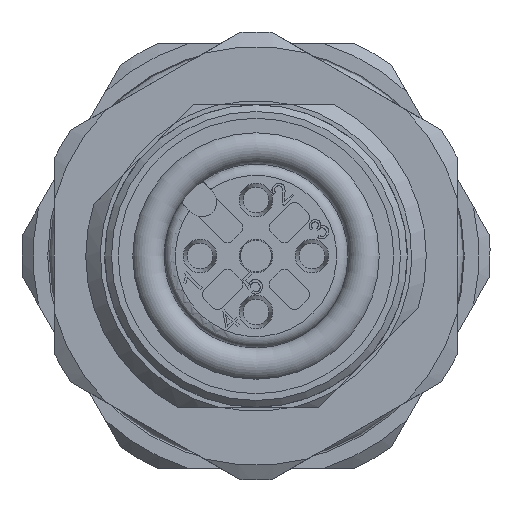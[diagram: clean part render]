
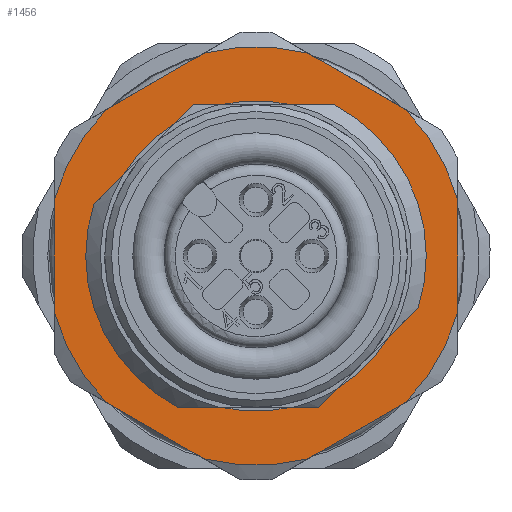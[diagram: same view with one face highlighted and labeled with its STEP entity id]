
A CAD part, left-side view. The second image highlights one B-rep face of the part: STEP entity #1456.
In plain terms, the highlighted planar face has unit normal (-1, 0, 0).
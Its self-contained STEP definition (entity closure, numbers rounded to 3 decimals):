
#204=PLANE('',#4800);
#713=LINE('',#5966,#960);
#721=LINE('',#5983,#968);
#725=LINE('',#6000,#972);
#732=LINE('',#6013,#979);
#736=LINE('',#6031,#983);
#740=LINE('',#6048,#987);
#748=LINE('',#6065,#995);
#751=LINE('',#6079,#998);
#932=LINE('',#8173,#1211);
#933=LINE('',#8177,#1212);
#934=LINE('',#8181,#1213);
#935=LINE('',#8185,#1214);
#936=LINE('',#8189,#1215);
#937=LINE('',#8193,#1216);
#960=VECTOR('',#4871,1.);
#968=VECTOR('',#4879,1.);
#972=VECTOR('',#4885,1.);
#979=VECTOR('',#4892,1.);
#983=VECTOR('',#4898,1.);
#987=VECTOR('',#4902,1.);
#995=VECTOR('',#4912,1.);
#998=VECTOR('',#4915,1.);
#1211=VECTOR('',#5806,1.);
#1212=VECTOR('',#5809,1.);
#1213=VECTOR('',#5812,1.);
#1214=VECTOR('',#5815,1.);
#1215=VECTOR('',#5818,1.);
#1216=VECTOR('',#5821,1.);
#1456=ADVANCED_FACE('',(#1624,#1625),#204,.F.);
#1624=FACE_BOUND('',#1910,.T.);
#1625=FACE_BOUND('',#1911,.T.);
#1910=EDGE_LOOP('',(#3036,#3037,#3038,#3039,#3040,#3041,#3042,#3043,#3044,
#3045,#3046,#3047));
#1911=EDGE_LOOP('',(#3048,#3049,#3050,#3051,#3052,#3053,#3054,#3055,#3056,
#3057,#3058,#3059,#3060,#3061));
#3036=ORIENTED_EDGE('',*,*,#4190,.F.);
#3037=ORIENTED_EDGE('',*,*,#4191,.F.);
#3038=ORIENTED_EDGE('',*,*,#4192,.F.);
#3039=ORIENTED_EDGE('',*,*,#4193,.F.);
#3040=ORIENTED_EDGE('',*,*,#4194,.F.);
#3041=ORIENTED_EDGE('',*,*,#4195,.F.);
#3042=ORIENTED_EDGE('',*,*,#4196,.F.);
#3043=ORIENTED_EDGE('',*,*,#4197,.F.);
#3044=ORIENTED_EDGE('',*,*,#4198,.F.);
#3045=ORIENTED_EDGE('',*,*,#4199,.F.);
#3046=ORIENTED_EDGE('',*,*,#4200,.F.);
#3047=ORIENTED_EDGE('',*,*,#4201,.F.);
#3048=ORIENTED_EDGE('',*,*,#4202,.F.);
#3049=ORIENTED_EDGE('',*,*,#3636,.T.);
#3050=ORIENTED_EDGE('',*,*,#3657,.T.);
#3051=ORIENTED_EDGE('',*,*,#4203,.F.);
#3052=ORIENTED_EDGE('',*,*,#3650,.T.);
#3053=ORIENTED_EDGE('',*,*,#3632,.T.);
#3054=ORIENTED_EDGE('',*,*,#3677,.F.);
#3055=ORIENTED_EDGE('',*,*,#4204,.F.);
#3056=ORIENTED_EDGE('',*,*,#3682,.F.);
#3057=ORIENTED_EDGE('',*,*,#3663,.F.);
#3058=ORIENTED_EDGE('',*,*,#4205,.F.);
#3059=ORIENTED_EDGE('',*,*,#3669,.F.);
#3060=ORIENTED_EDGE('',*,*,#3628,.T.);
#3061=ORIENTED_EDGE('',*,*,#3644,.T.);
#3195=VERTEX_POINT('',#5949);
#3196=VERTEX_POINT('',#5950);
#3199=VERTEX_POINT('',#5958);
#3200=VERTEX_POINT('',#5959);
#3203=VERTEX_POINT('',#5967);
#3204=VERTEX_POINT('',#5968);
#3211=VERTEX_POINT('',#5982);
#3216=VERTEX_POINT('',#6001);
#3221=VERTEX_POINT('',#6012);
#3226=VERTEX_POINT('',#6030);
#3227=VERTEX_POINT('',#6032);
#3232=VERTEX_POINT('',#6049);
#3239=VERTEX_POINT('',#6064);
#3243=VERTEX_POINT('',#6080);
#3588=VERTEX_POINT('',#8171);
#3589=VERTEX_POINT('',#8172);
#3590=VERTEX_POINT('',#8174);
#3591=VERTEX_POINT('',#8176);
#3592=VERTEX_POINT('',#8178);
#3593=VERTEX_POINT('',#8180);
#3594=VERTEX_POINT('',#8182);
#3595=VERTEX_POINT('',#8184);
#3596=VERTEX_POINT('',#8186);
#3597=VERTEX_POINT('',#8188);
#3598=VERTEX_POINT('',#8190);
#3599=VERTEX_POINT('',#8192);
#3628=EDGE_CURVE('',#3195,#3196,#4254,.T.);
#3632=EDGE_CURVE('',#3199,#3200,#4256,.T.);
#3636=EDGE_CURVE('',#3203,#3204,#713,.T.);
#3644=EDGE_CURVE('',#3196,#3211,#721,.T.);
#3650=EDGE_CURVE('',#3216,#3199,#725,.T.);
#3657=EDGE_CURVE('',#3204,#3221,#732,.T.);
#3663=EDGE_CURVE('',#3226,#3227,#736,.T.);
#3669=EDGE_CURVE('',#3195,#3232,#740,.T.);
#3677=EDGE_CURVE('',#3239,#3200,#748,.T.);
#3682=EDGE_CURVE('',#3227,#3243,#751,.T.);
#4190=EDGE_CURVE('',#3588,#3589,#4413,.T.);
#4191=EDGE_CURVE('',#3590,#3588,#932,.T.);
#4192=EDGE_CURVE('',#3591,#3590,#4414,.T.);
#4193=EDGE_CURVE('',#3592,#3591,#933,.T.);
#4194=EDGE_CURVE('',#3593,#3592,#4415,.T.);
#4195=EDGE_CURVE('',#3594,#3593,#934,.T.);
#4196=EDGE_CURVE('',#3595,#3594,#4416,.T.);
#4197=EDGE_CURVE('',#3596,#3595,#935,.T.);
#4198=EDGE_CURVE('',#3597,#3596,#4417,.T.);
#4199=EDGE_CURVE('',#3598,#3597,#936,.T.);
#4200=EDGE_CURVE('',#3599,#3598,#4418,.T.);
#4201=EDGE_CURVE('',#3589,#3599,#937,.T.);
#4202=EDGE_CURVE('',#3203,#3211,#4419,.T.);
#4203=EDGE_CURVE('',#3216,#3221,#4420,.T.);
#4204=EDGE_CURVE('',#3243,#3239,#4421,.T.);
#4205=EDGE_CURVE('',#3232,#3226,#4422,.T.);
#4254=CIRCLE('',#4443,7.6);
#4256=CIRCLE('',#4446,7.6);
#4413=CIRCLE('',#4790,9.346);
#4414=CIRCLE('',#4791,9.346);
#4415=CIRCLE('',#4792,9.346);
#4416=CIRCLE('',#4793,9.346);
#4417=CIRCLE('',#4794,9.346);
#4418=CIRCLE('',#4795,9.346);
#4419=CIRCLE('',#4796,6.93);
#4420=CIRCLE('',#4797,6.93);
#4421=CIRCLE('',#4798,6.93);
#4422=CIRCLE('',#4799,6.93);
#4443=AXIS2_PLACEMENT_3D('',#5948,#4855,#4856);
#4446=AXIS2_PLACEMENT_3D('',#5957,#4863,#4864);
#4790=AXIS2_PLACEMENT_3D('',#8170,#5804,#5805);
#4791=AXIS2_PLACEMENT_3D('',#8175,#5807,#5808);
#4792=AXIS2_PLACEMENT_3D('',#8179,#5810,#5811);
#4793=AXIS2_PLACEMENT_3D('',#8183,#5813,#5814);
#4794=AXIS2_PLACEMENT_3D('',#8187,#5816,#5817);
#4795=AXIS2_PLACEMENT_3D('',#8191,#5819,#5820);
#4796=AXIS2_PLACEMENT_3D('',#8194,#5822,#5823);
#4797=AXIS2_PLACEMENT_3D('',#8195,#5824,#5825);
#4798=AXIS2_PLACEMENT_3D('',#8196,#5826,#5827);
#4799=AXIS2_PLACEMENT_3D('',#8197,#5828,#5829);
#4800=AXIS2_PLACEMENT_3D('',#8198,#5830,#5831);
#4855=DIRECTION('',(1.,0.,0.));
#4856=DIRECTION('',(0.,0.,-1.));
#4863=DIRECTION('',(1.,0.,0.));
#4864=DIRECTION('',(0.,0.,-1.));
#4871=DIRECTION('',(0.,-0.707,0.707));
#4879=DIRECTION('',(0.,-0.707,0.707));
#4885=DIRECTION('',(0.,-1.,0.));
#4892=DIRECTION('',(0.,-1.,0.));
#4898=DIRECTION('',(0.,-1.,0.));
#4902=DIRECTION('',(0.,-1.,0.));
#4912=DIRECTION('',(0.,-0.707,0.707));
#4915=DIRECTION('',(0.,-0.707,0.707));
#5804=DIRECTION('',(1.,0.,0.));
#5805=DIRECTION('',(0.,-1.,0.));
#5806=DIRECTION('',(0.,0.,-1.));
#5807=DIRECTION('',(1.,0.,0.));
#5808=DIRECTION('',(0.,-1.,0.));
#5809=DIRECTION('',(0.,-0.866,-0.5));
#5810=DIRECTION('',(1.,0.,0.));
#5811=DIRECTION('',(0.,-1.,0.));
#5812=DIRECTION('',(0.,-0.866,0.5));
#5813=DIRECTION('',(1.,0.,0.));
#5814=DIRECTION('',(0.,-1.,0.));
#5815=DIRECTION('',(0.,0.,1.));
#5816=DIRECTION('',(1.,0.,0.));
#5817=DIRECTION('',(0.,-1.,0.));
#5818=DIRECTION('',(0.,0.866,0.5));
#5819=DIRECTION('',(1.,0.,0.));
#5820=DIRECTION('',(0.,-1.,0.));
#5821=DIRECTION('',(0.,0.866,-0.5));
#5822=DIRECTION('',(-1.,0.,0.));
#5823=DIRECTION('',(0.,0.,-1.));
#5824=DIRECTION('',(-1.,0.,0.));
#5825=DIRECTION('',(0.,0.,-1.));
#5826=DIRECTION('',(-1.,0.,0.));
#5827=DIRECTION('',(0.,0.,-1.));
#5828=DIRECTION('',(-1.,0.,0.));
#5829=DIRECTION('',(0.,0.,-1.));
#5830=DIRECTION('',(1.,0.,0.));
#5831=DIRECTION('',(0.,-1.,0.));
#5948=CARTESIAN_POINT('',(9.5,0.,0.));
#5949=CARTESIAN_POINT('',(9.5,3.492,-6.75));
#5950=CARTESIAN_POINT('',(9.5,7.243,2.303));
#5957=CARTESIAN_POINT('',(9.5,0.,0.));
#5958=CARTESIAN_POINT('',(9.5,-3.492,6.75));
#5959=CARTESIAN_POINT('',(9.5,-7.243,-2.303));
#5966=CARTESIAN_POINT('',(9.5,8.835,0.711));
#5967=CARTESIAN_POINT('',(9.5,3.663,5.883));
#5968=CARTESIAN_POINT('',(9.5,2.796,6.75));
#5982=CARTESIAN_POINT('',(9.5,5.883,3.663));
#5983=CARTESIAN_POINT('',(9.5,8.835,0.711));
#6000=CARTESIAN_POINT('',(9.5,2.796,6.75));
#6001=CARTESIAN_POINT('',(9.5,-1.569,6.75));
#6012=CARTESIAN_POINT('',(9.5,1.569,6.75));
#6013=CARTESIAN_POINT('',(9.5,2.796,6.75));
#6030=CARTESIAN_POINT('',(9.5,-1.569,-6.75));
#6031=CARTESIAN_POINT('',(9.5,5.744,-6.75));
#6032=CARTESIAN_POINT('',(9.5,-2.796,-6.75));
#6048=CARTESIAN_POINT('',(9.5,5.744,-6.75));
#6049=CARTESIAN_POINT('',(9.5,1.569,-6.75));
#6064=CARTESIAN_POINT('',(9.5,-5.883,-3.663));
#6065=CARTESIAN_POINT('',(9.5,-2.796,-6.75));
#6079=CARTESIAN_POINT('',(9.5,-2.796,-6.75));
#6080=CARTESIAN_POINT('',(9.5,-3.663,-5.883));
#8170=CARTESIAN_POINT('',(9.5,0.,0.));
#8171=CARTESIAN_POINT('',(9.5,-9.,-2.521));
#8172=CARTESIAN_POINT('',(9.5,-6.683,-6.534));
#8173=CARTESIAN_POINT('',(9.5,-9.,4.359));
#8174=CARTESIAN_POINT('',(9.5,-9.,2.521));
#8175=CARTESIAN_POINT('',(9.5,0.,0.));
#8176=CARTESIAN_POINT('',(9.5,-6.683,6.534));
#8177=CARTESIAN_POINT('',(9.5,-0.725,9.974));
#8178=CARTESIAN_POINT('',(9.5,-2.317,9.055));
#8179=CARTESIAN_POINT('',(9.5,0.,0.));
#8180=CARTESIAN_POINT('',(9.5,2.317,9.055));
#8181=CARTESIAN_POINT('',(9.5,8.275,5.615));
#8182=CARTESIAN_POINT('',(9.5,6.683,6.534));
#8183=CARTESIAN_POINT('',(9.5,0.,0.));
#8184=CARTESIAN_POINT('',(9.5,9.,2.521));
#8185=CARTESIAN_POINT('',(9.5,9.,-4.359));
#8186=CARTESIAN_POINT('',(9.5,9.,-2.521));
#8187=CARTESIAN_POINT('',(9.5,0.,0.));
#8188=CARTESIAN_POINT('',(9.5,6.683,-6.534));
#8189=CARTESIAN_POINT('',(9.5,0.725,-9.974));
#8190=CARTESIAN_POINT('',(9.5,2.317,-9.055));
#8191=CARTESIAN_POINT('',(9.5,0.,0.));
#8192=CARTESIAN_POINT('',(9.5,-2.317,-9.055));
#8193=CARTESIAN_POINT('',(9.5,-8.275,-5.615));
#8194=CARTESIAN_POINT('',(9.5,0.,0.));
#8195=CARTESIAN_POINT('',(9.5,0.,0.));
#8196=CARTESIAN_POINT('',(9.5,0.,0.));
#8197=CARTESIAN_POINT('',(9.5,0.,0.));
#8198=CARTESIAN_POINT('',(9.5,0.,0.));
